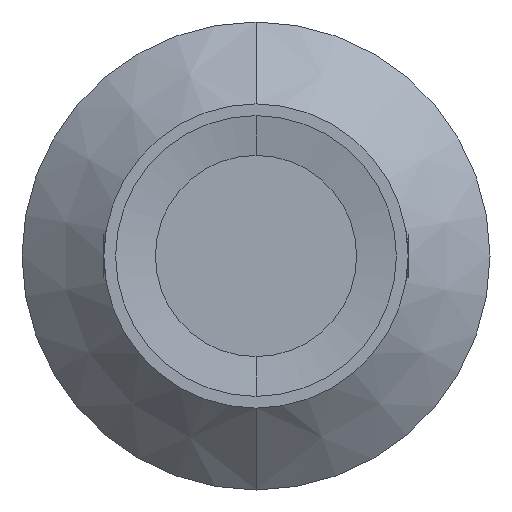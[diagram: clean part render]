
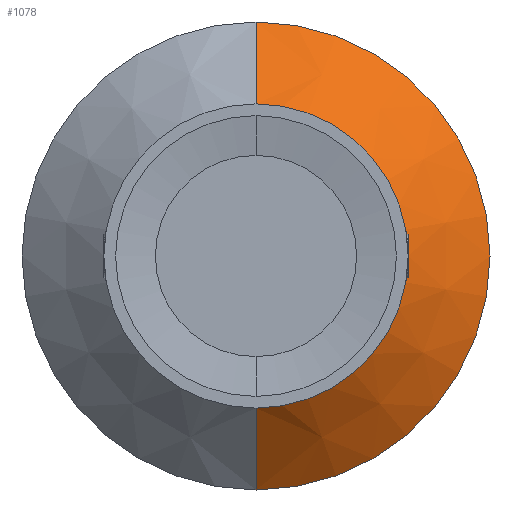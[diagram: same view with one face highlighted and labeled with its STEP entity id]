
A CAD part, front view. The second image highlights one B-rep face of the part: STEP entity #1078.
In plain terms, the highlighted conical face has half-angle 49.399 degrees and reference radius 10 mm.
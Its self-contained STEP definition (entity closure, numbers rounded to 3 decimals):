
#23 = CARTESIAN_POINT ( 'NONE',  ( 13.997, 15.068, 40. ) ) ;
#118 = VERTEX_POINT ( 'NONE', #151 ) ;
#126 = CIRCLE ( 'NONE', #284, 6.5 ) ;
#151 = CARTESIAN_POINT ( 'NONE',  ( 13.997, 15.068, 60. ) ) ;
#164 = VECTOR ( 'NONE', #1021, 1000. ) ;
#169 = DIRECTION ( 'NONE',  ( 0., 0.651, -0.759 ) ) ;
#273 = CARTESIAN_POINT ( 'NONE',  ( 13.997, 15.068, 40. ) ) ;
#284 = AXIS2_PLACEMENT_3D ( 'NONE', #1325, #524, #988 ) ;
#301 = ORIENTED_EDGE ( 'NONE', *, *, #858, .F. ) ;
#324 = DIRECTION ( 'NONE',  ( 0., 0., 1. ) ) ;
#380 = DIRECTION ( 'NONE',  ( 0., 1., 0. ) ) ;
#412 = CARTESIAN_POINT ( 'NONE',  ( 13.997, 12.068, 43.5 ) ) ;
#458 = AXIS2_PLACEMENT_3D ( 'NONE', #1455, #1344, #324 ) ;
#465 = DIRECTION ( 'NONE',  ( 0., 0., 1. ) ) ;
#524 = DIRECTION ( 'NONE',  ( 0., 1., 0. ) ) ;
#527 = EDGE_LOOP ( 'NONE', ( #909, #906, #301, #1144 ) ) ;
#582 = AXIS2_PLACEMENT_3D ( 'NONE', #699, #380, #465 ) ;
#586 = LINE ( 'NONE', #667, #164 ) ;
#614 = VERTEX_POINT ( 'NONE', #23 ) ;
#622 = CARTESIAN_POINT ( 'NONE',  ( 13.997, 12.068, 56.5 ) ) ;
#667 = CARTESIAN_POINT ( 'NONE',  ( 13.997, 15.068, 60. ) ) ;
#699 = CARTESIAN_POINT ( 'NONE',  ( 13.997, 15.068, 50. ) ) ;
#741 = EDGE_CURVE ( 'NONE', #1232, #1390, #126, .T. ) ;
#842 = EDGE_CURVE ( 'NONE', #1232, #118, #586, .T. ) ;
#858 = EDGE_CURVE ( 'NONE', #118, #614, #1277, .T. ) ;
#906 = ORIENTED_EDGE ( 'NONE', *, *, #1124, .T. ) ;
#909 = ORIENTED_EDGE ( 'NONE', *, *, #741, .T. ) ;
#988 = DIRECTION ( 'NONE',  ( 0., 0., 1. ) ) ;
#1021 = DIRECTION ( 'NONE',  ( 0., 0.651, 0.759 ) ) ;
#1078 = ADVANCED_FACE ( 'NONE', ( #1119 ), #1366, .T. ) ;
#1083 = VECTOR ( 'NONE', #169, 1000. ) ;
#1119 = FACE_OUTER_BOUND ( 'NONE', #527, .T. ) ;
#1124 = EDGE_CURVE ( 'NONE', #1390, #614, #1417, .T. ) ;
#1144 = ORIENTED_EDGE ( 'NONE', *, *, #842, .F. ) ;
#1232 = VERTEX_POINT ( 'NONE', #622 ) ;
#1277 = CIRCLE ( 'NONE', #458, 10. ) ;
#1325 = CARTESIAN_POINT ( 'NONE',  ( 13.997, 12.068, 50. ) ) ;
#1344 = DIRECTION ( 'NONE',  ( 0., 1., 0. ) ) ;
#1366 = CONICAL_SURFACE ( 'NONE', #582, 10., 0.862 ) ;
#1390 = VERTEX_POINT ( 'NONE', #412 ) ;
#1417 = LINE ( 'NONE', #273, #1083 ) ;
#1455 = CARTESIAN_POINT ( 'NONE',  ( 13.997, 15.068, 50. ) ) ;
